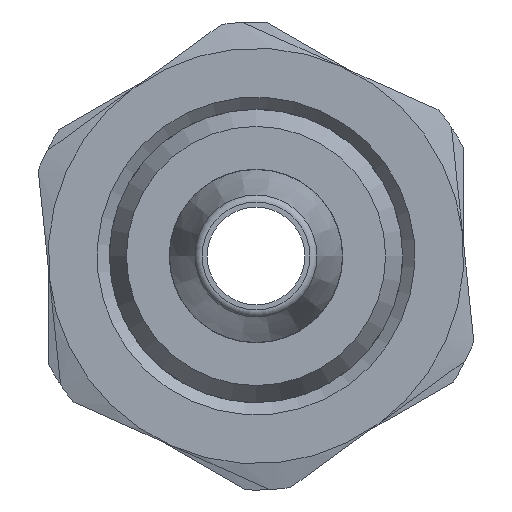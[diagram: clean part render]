
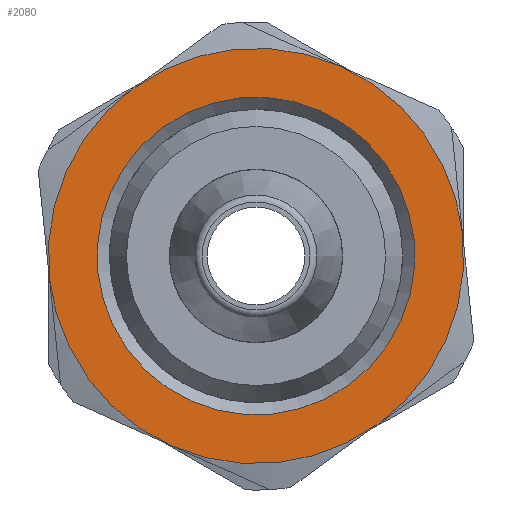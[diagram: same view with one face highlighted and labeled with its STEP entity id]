
A CAD part, left-side view. The second image highlights one B-rep face of the part: STEP entity #2080.
In plain terms, the highlighted planar face has unit normal (-1, 0, 0).
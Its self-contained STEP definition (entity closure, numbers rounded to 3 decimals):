
#1984=CARTESIAN_POINT('',(0.0,6.5,0.));
#1985=VERTEX_POINT('',#1984);
#1986=CARTESIAN_POINT('',(0.0,0.0,0.0));
#1987=DIRECTION('',(-1.0,0.0,0.0));
#1988=DIRECTION('',(0.0,-1.0,0.0));
#1989=AXIS2_PLACEMENT_3D('',#1986,#1987,#1988);
#1990=CIRCLE('',#1989,6.5);
#1991=EDGE_CURVE('',#1985,#1985,#1990,.T.);
#2016=CARTESIAN_POINT('',(0.0,7.25,0.0));
#2017=DIRECTION('',(-1.0,0.0,0.0));
#2018=DIRECTION('',(0.0,0.0,1.0));
#2019=AXIS2_PLACEMENT_3D('',#2016,#2017,#2018);
#2020=PLANE('',#2019);
#2021=CARTESIAN_POINT('',(0.0,8.5,0.0));
#2022=VERTEX_POINT('',#2021);
#2023=CARTESIAN_POINT('',(0.0,4.25,7.361));
#2024=VERTEX_POINT('',#2023);
#2025=CARTESIAN_POINT('',(0.0,0.0,0.0));
#2026=DIRECTION('',(1.0,0.0,0.0));
#2027=DIRECTION('',(0.0,1.0,0.0));
#2028=AXIS2_PLACEMENT_3D('',#2025,#2026,#2027);
#2029=CIRCLE('',#2028,8.5);
#2030=EDGE_CURVE('',#2022,#2024,#2029,.T.);
#2031=ORIENTED_EDGE('',*,*,#2030,.F.);
#2032=CARTESIAN_POINT('',(0.0,4.25,-7.361));
#2033=VERTEX_POINT('',#2032);
#2034=CARTESIAN_POINT('',(0.0,0.0,0.0));
#2035=DIRECTION('',(1.0,0.0,0.0));
#2036=DIRECTION('',(0.0,1.0,0.0));
#2037=AXIS2_PLACEMENT_3D('',#2034,#2035,#2036);
#2038=CIRCLE('',#2037,8.5);
#2039=EDGE_CURVE('',#2033,#2022,#2038,.T.);
#2040=ORIENTED_EDGE('',*,*,#2039,.F.);
#2041=CARTESIAN_POINT('',(0.0,-4.25,-7.361));
#2042=VERTEX_POINT('',#2041);
#2043=CARTESIAN_POINT('',(0.0,0.0,0.0));
#2044=DIRECTION('',(1.0,0.0,0.0));
#2045=DIRECTION('',(0.0,1.0,0.0));
#2046=AXIS2_PLACEMENT_3D('',#2043,#2044,#2045);
#2047=CIRCLE('',#2046,8.5);
#2048=EDGE_CURVE('',#2042,#2033,#2047,.T.);
#2049=ORIENTED_EDGE('',*,*,#2048,.F.);
#2050=CARTESIAN_POINT('',(0.0,-8.5,0.));
#2051=VERTEX_POINT('',#2050);
#2052=CARTESIAN_POINT('',(0.0,0.0,0.0));
#2053=DIRECTION('',(1.0,0.0,0.0));
#2054=DIRECTION('',(0.0,1.0,0.0));
#2055=AXIS2_PLACEMENT_3D('',#2052,#2053,#2054);
#2056=CIRCLE('',#2055,8.5);
#2057=EDGE_CURVE('',#2051,#2042,#2056,.T.);
#2058=ORIENTED_EDGE('',*,*,#2057,.F.);
#2059=CARTESIAN_POINT('',(0.0,-4.25,7.361));
#2060=VERTEX_POINT('',#2059);
#2061=CARTESIAN_POINT('',(0.0,0.0,0.0));
#2062=DIRECTION('',(1.0,0.0,0.0));
#2063=DIRECTION('',(0.0,1.0,0.0));
#2064=AXIS2_PLACEMENT_3D('',#2061,#2062,#2063);
#2065=CIRCLE('',#2064,8.5);
#2066=EDGE_CURVE('',#2060,#2051,#2065,.T.);
#2067=ORIENTED_EDGE('',*,*,#2066,.F.);
#2068=CARTESIAN_POINT('',(0.0,0.0,0.0));
#2069=DIRECTION('',(1.0,0.0,0.0));
#2070=DIRECTION('',(0.0,1.0,0.0));
#2071=AXIS2_PLACEMENT_3D('',#2068,#2069,#2070);
#2072=CIRCLE('',#2071,8.5);
#2073=EDGE_CURVE('',#2024,#2060,#2072,.T.);
#2074=ORIENTED_EDGE('',*,*,#2073,.F.);
#2075=EDGE_LOOP('',(#2031,#2040,#2049,#2058,#2067,#2074));
#2076=FACE_OUTER_BOUND('',#2075,.T.);
#2077=ORIENTED_EDGE('',*,*,#1991,.F.);
#2078=EDGE_LOOP('',(#2077));
#2079=FACE_BOUND('',#2078,.T.);
#2080=ADVANCED_FACE('',(#2076,#2079),#2020,.T.);
